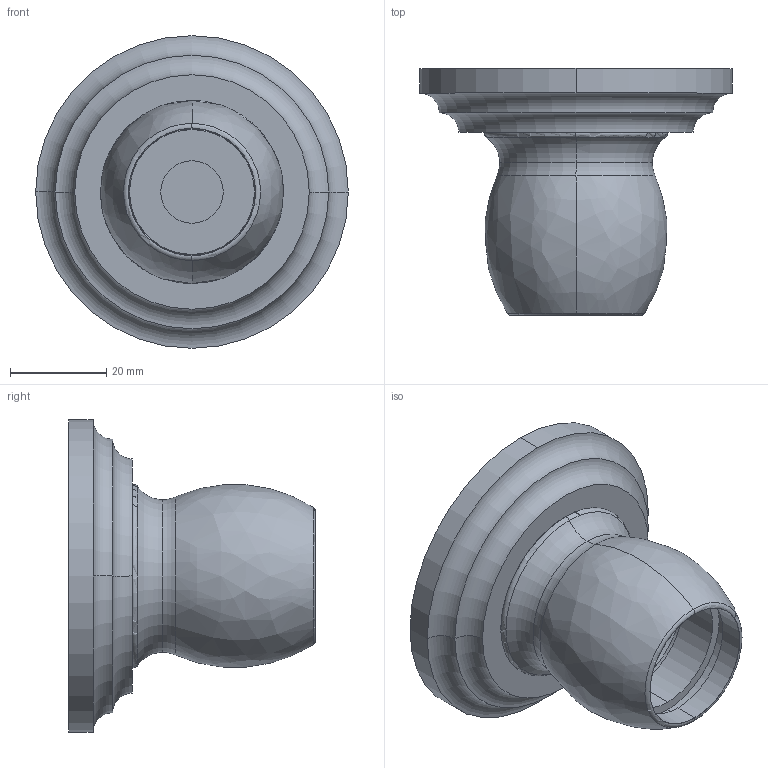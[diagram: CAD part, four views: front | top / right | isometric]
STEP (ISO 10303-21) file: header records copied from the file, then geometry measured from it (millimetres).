
FILE_DESCRIPTION((''),'2;1');
FILE_NAME('1139B_WEB','2011-01-05T',('project'),(''),'PRO/ENGINEER BY PARAMETRIC TECHNOLOGY CORPORATION, 2009300','PRO/ENGINEER BY PARAMETRIC TECHNOLOGY CORPORATION, 2009300','');
FILE_SCHEMA(('CONFIG_CONTROL_DESIGN'));
Length unit declared in the file: inch
Products named in the file (1): 1139B_WEB
Bounding box: 65.02 x 51.31 x 65.02 mm (x, y, z)
Volume: 26377 mm3; surface area: 25209.1 mm2
Topology: 1 solids, 3 shells, 201 faces, 471 edges, 291 vertices
Faces by surface type: cone 72, plane 58, cylinder 57, torus 12, bspline 2
Entity records: 6008 total; most frequent: CARTESIAN_POINT 1216, DIRECTION 1065, ORIENTED_EDGE 934, EDGE_CURVE 471, AXIS2_PLACEMENT_3D 416, VERTEX_POINT 291, VECTOR 233, LINE 233
